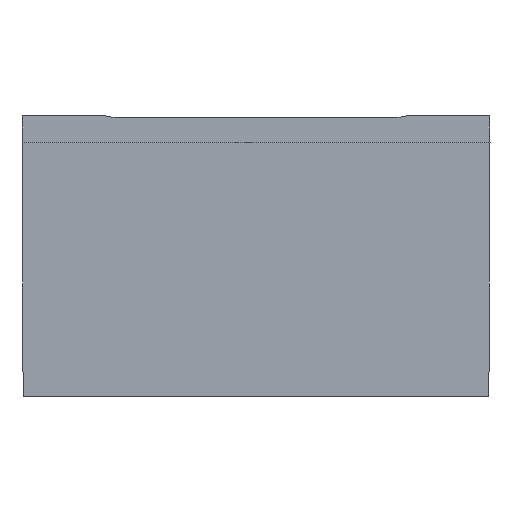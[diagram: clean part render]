
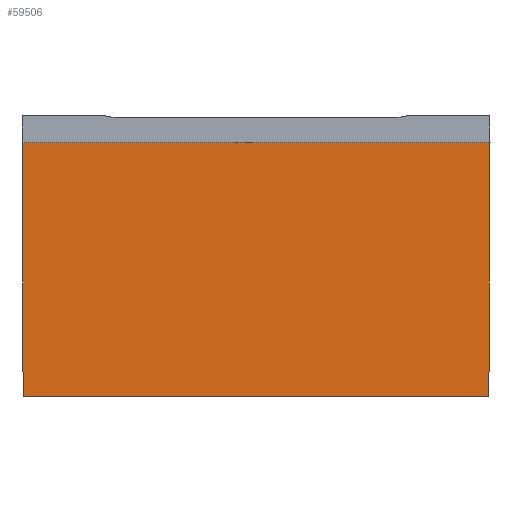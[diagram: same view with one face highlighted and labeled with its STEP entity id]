
A CAD part, front view. The second image highlights one B-rep face of the part: STEP entity #59506.
In plain terms, the highlighted planar face has unit normal (0, -1, -0.004).
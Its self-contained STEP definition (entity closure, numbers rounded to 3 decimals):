
#1945 = LINE ( 'NONE', #17549, #58757 ) ;
#5055 = CARTESIAN_POINT ( 'NONE',  ( 0., -226., 217. ) ) ;
#8012 = LINE ( 'NONE', #19342, #50953 ) ;
#8550 = VERTEX_POINT ( 'NONE', #8657 ) ;
#8657 = CARTESIAN_POINT ( 'NONE',  ( 0.947, -225.053, 0. ) ) ;
#9014 = PLANE ( 'NONE',  #43956 ) ;
#9105 = LINE ( 'NONE', #21119, #27965 ) ;
#9371 = CARTESIAN_POINT ( 'NONE',  ( 400., -226., 217. ) ) ;
#9696 = FACE_OUTER_BOUND ( 'NONE', #23491, .T. ) ;
#9824 = EDGE_CURVE ( 'NONE', #65779, #50950, #13043, .T. ) ;
#13043 = LINE ( 'NONE', #34663, #36342 ) ;
#15475 = ORIENTED_EDGE ( 'NONE', *, *, #47056, .F. ) ;
#17549 = CARTESIAN_POINT ( 'NONE',  ( 400., -225.053, 0. ) ) ;
#18603 = DIRECTION ( 'NONE',  ( 1., 0., 0. ) ) ;
#19342 = CARTESIAN_POINT ( 'NONE',  ( 200., -226., 217. ) ) ;
#21119 = CARTESIAN_POINT ( 'NONE',  ( 0.008, -225.992, 215.255 ) ) ;
#23491 = EDGE_LOOP ( 'NONE', ( #37890, #32324, #52913, #15475 ) ) ;
#26104 = DIRECTION ( 'NONE',  ( -0.004, -0.004, 1. ) ) ;
#27965 = VECTOR ( 'NONE', #26104, 1000. ) ;
#30669 = DIRECTION ( 'NONE',  ( 1., 0., 0. ) ) ;
#32324 = ORIENTED_EDGE ( 'NONE', *, *, #9824, .T. ) ;
#34663 = CARTESIAN_POINT ( 'NONE',  ( 399.99, -225.99, 214.818 ) ) ;
#36342 = VECTOR ( 'NONE', #56256, 1000. ) ;
#37890 = ORIENTED_EDGE ( 'NONE', *, *, #40167, .T. ) ;
#40167 = EDGE_CURVE ( 'NONE', #8550, #65779, #1945, .T. ) ;
#43956 = AXIS2_PLACEMENT_3D ( 'NONE', #9371, #68916, #68565 ) ;
#44017 = VERTEX_POINT ( 'NONE', #5055 ) ;
#47056 = EDGE_CURVE ( 'NONE', #8550, #44017, #9105, .T. ) ;
#50950 = VERTEX_POINT ( 'NONE', #60295 ) ;
#50953 = VECTOR ( 'NONE', #30669, 1000. ) ;
#51909 = EDGE_CURVE ( 'NONE', #44017, #50950, #8012, .T. ) ;
#52913 = ORIENTED_EDGE ( 'NONE', *, *, #51909, .F. ) ;
#56256 = DIRECTION ( 'NONE',  ( 0.004, -0.004, 1. ) ) ;
#58757 = VECTOR ( 'NONE', #18603, 1000. ) ;
#59506 = ADVANCED_FACE ( 'NONE', ( #9696 ), #9014, .T. ) ;
#60295 = CARTESIAN_POINT ( 'NONE',  ( 400., -226., 217. ) ) ;
#61101 = CARTESIAN_POINT ( 'NONE',  ( 399.053, -225.053, 0. ) ) ;
#65779 = VERTEX_POINT ( 'NONE', #61101 ) ;
#68565 = DIRECTION ( 'NONE',  ( 0., -0.004, 1. ) ) ;
#68916 = DIRECTION ( 'NONE',  ( 0., -1., -0.004 ) ) ;
